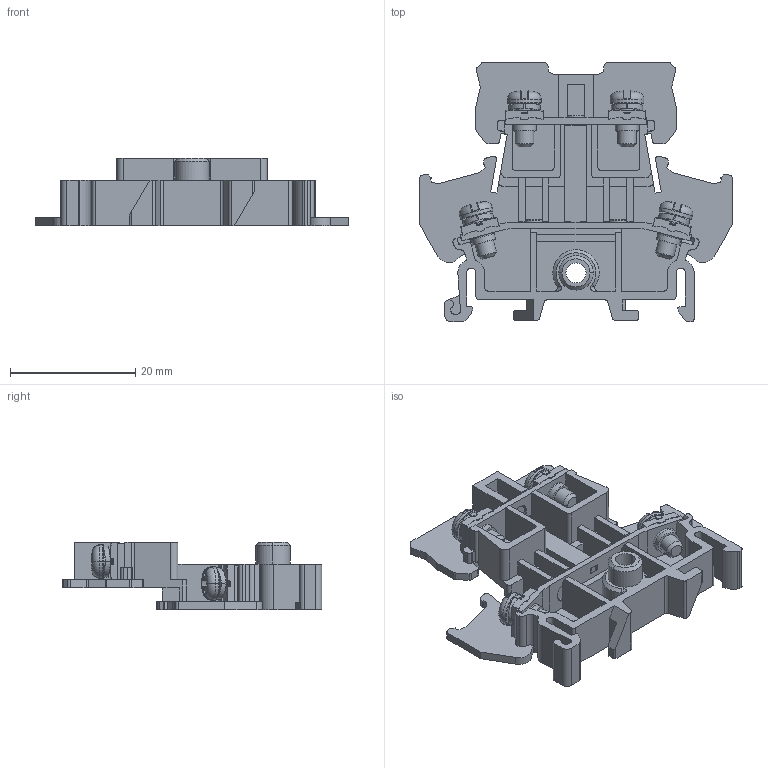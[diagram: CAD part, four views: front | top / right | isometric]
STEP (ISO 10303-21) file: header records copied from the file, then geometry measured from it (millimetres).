
FILE_DESCRIPTION((''),'2;1');
FILE_NAME('ASM0002_ASM','2024-05-22T',('user'),(''),'PRO/ENGINEER BY PARAMETRIC TECHNOLOGY CORPORATION, 2013230','PRO/ENGINEER BY PARAMETRIC TECHNOLOGY CORPORATION, 2013230','');
FILE_SCHEMA(('CONFIG_CONTROL_DESIGN'));
Length unit declared in the file: millimetre
Products named in the file (1): ASM0002_ASM
Bounding box: 50 x 41.5 x 10.8 mm (x, y, z)
Volume: 4528.2 mm3; surface area: 7678.9 mm2
Topology: 1 solids, 1 shells, 1085 faces, 2866 edges, 1788 vertices
Faces by surface type: plane 405, cylinder 336, torus 155, bspline 72, cone 61, sphere 56
Entity records: 39475 total; most frequent: CARTESIAN_POINT 12761, ORIENTED_EDGE 5716, DIRECTION 5552, EDGE_CURVE 2858, AXIS2_PLACEMENT_3D 2050, VERTEX_POINT 1788, VECTOR 1452, LINE 1452
